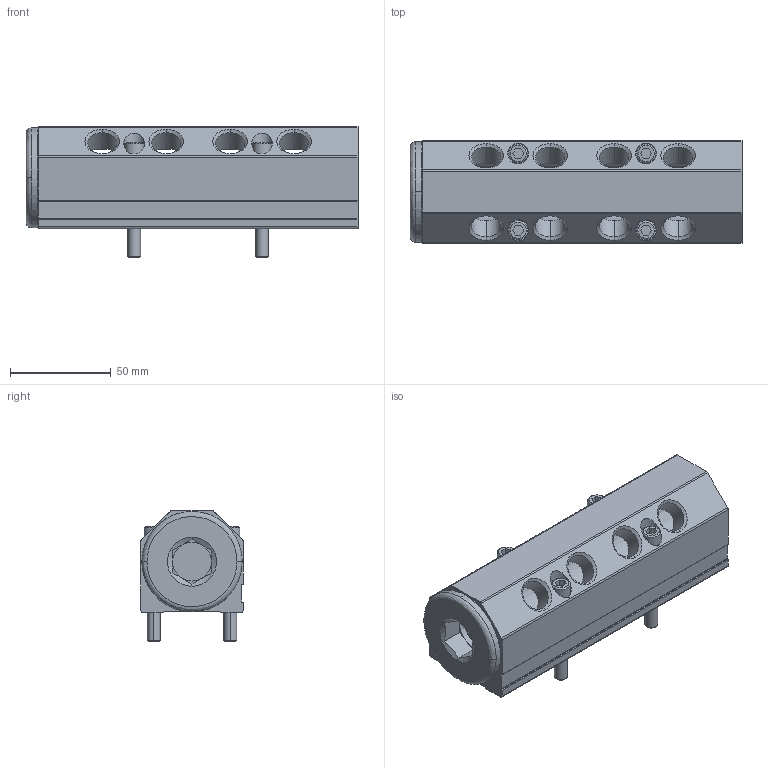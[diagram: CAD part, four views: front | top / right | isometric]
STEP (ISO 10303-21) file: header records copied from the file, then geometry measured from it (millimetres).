
FILE_DESCRIPTION (( 'STEP AP203' ), '1' );
FILE_NAME ('IM4-6-BD-8-3-8-N-B.step', '2024-08-21T11:23:01', ( '' ), ( '' ), 'SwSTEP 2.0', 'SolidWorks 2023', '' );
FILE_SCHEMA (( 'CONFIG_CONTROL_DESIGN' ));
Length unit declared in the file: inch
Products named in the file (1): IM4-6-BD-8-3-8-N-B
Bounding box: 164.85 x 50.79 x 65.02 mm (x, y, z)
Volume: 258820.6 mm3; surface area: 65583.6 mm2
Topology: 6 solids, 6 shells, 213 faces, 496 edges, 316 vertices
Faces by surface type: plane 81, cylinder 74, cone 46, bspline 12
Entity records: 7473 total; most frequent: CARTESIAN_POINT 2440, DIRECTION 1066, ORIENTED_EDGE 992, EDGE_CURVE 496, AXIS2_PLACEMENT_3D 410, VERTEX_POINT 316, EDGE_LOOP 260, VECTOR 246
